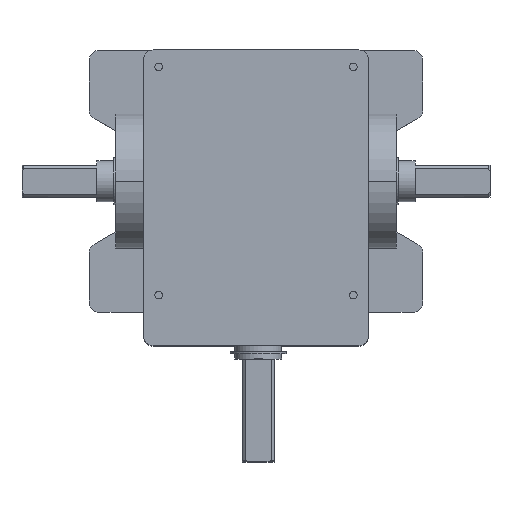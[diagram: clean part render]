
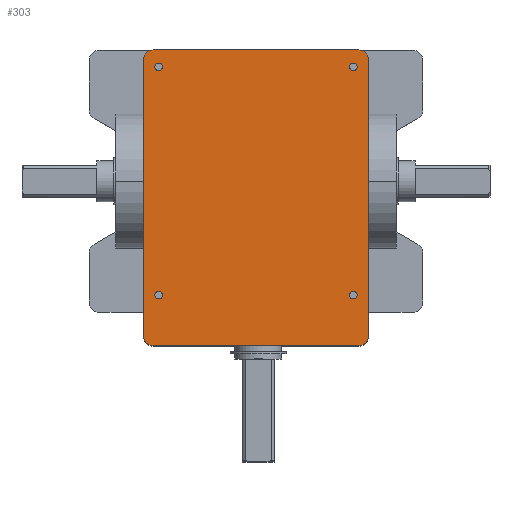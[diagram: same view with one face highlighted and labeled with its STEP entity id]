
A CAD part, top view. The second image highlights one B-rep face of the part: STEP entity #303.
In plain terms, the highlighted planar face has unit normal (0, 0, 1).
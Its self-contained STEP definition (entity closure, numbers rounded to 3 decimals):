
#303=ADVANCED_FACE('',(#685,#686,#687,#688,#689),#690,.T.);
#685=FACE_BOUND('',#1076,.T.);
#686=FACE_BOUND('',#1077,.T.);
#687=FACE_BOUND('',#1078,.T.);
#688=FACE_BOUND('',#1079,.T.);
#689=FACE_OUTER_BOUND('',#1080,.T.);
#690=PLANE('',#1081);
#1076=EDGE_LOOP('',(#2525,#2526));
#1077=EDGE_LOOP('',(#2527,#2528));
#1078=EDGE_LOOP('',(#2529,#2530));
#1079=EDGE_LOOP('',(#2531,#2532));
#1080=EDGE_LOOP('',(#2533,#2534,#2535,#2536,#2537,#2538,#2539,#2540,#2541,#2542,#2543,#2544));
#1081=AXIS2_PLACEMENT_3D('',#2545,#2546,#2547);
#2525=ORIENTED_EDGE('',*,*,#3041,.F.);
#2526=ORIENTED_EDGE('',*,*,#2986,.F.);
#2527=ORIENTED_EDGE('',*,*,#3039,.F.);
#2528=ORIENTED_EDGE('',*,*,#2990,.F.);
#2529=ORIENTED_EDGE('',*,*,#3037,.F.);
#2530=ORIENTED_EDGE('',*,*,#2994,.F.);
#2531=ORIENTED_EDGE('',*,*,#3035,.F.);
#2532=ORIENTED_EDGE('',*,*,#2998,.F.);
#2533=ORIENTED_EDGE('',*,*,#3014,.F.);
#2534=ORIENTED_EDGE('',*,*,#3033,.F.);
#2535=ORIENTED_EDGE('',*,*,#3030,.F.);
#2536=ORIENTED_EDGE('',*,*,#3002,.F.);
#2537=ORIENTED_EDGE('',*,*,#3028,.F.);
#2538=ORIENTED_EDGE('',*,*,#3025,.F.);
#2539=ORIENTED_EDGE('',*,*,#3006,.F.);
#2540=ORIENTED_EDGE('',*,*,#3023,.F.);
#2541=ORIENTED_EDGE('',*,*,#3020,.F.);
#2542=ORIENTED_EDGE('',*,*,#3010,.F.);
#2543=ORIENTED_EDGE('',*,*,#3018,.F.);
#2544=ORIENTED_EDGE('',*,*,#3015,.F.);
#2545=CARTESIAN_POINT('',(1638.897,-4.653,18.053));
#2546=DIRECTION('',(0.0,0.0,1.0));
#2547=DIRECTION('',(1.0,0.0,0.0));
#2986=EDGE_CURVE('',#3722,#3718,#3724,.T.);
#2990=EDGE_CURVE('',#3730,#3726,#3732,.T.);
#2994=EDGE_CURVE('',#3738,#3734,#3740,.T.);
#2998=EDGE_CURVE('',#3746,#3742,#3748,.T.);
#3002=EDGE_CURVE('',#3754,#3750,#3756,.T.);
#3006=EDGE_CURVE('',#3762,#3758,#3764,.T.);
#3010=EDGE_CURVE('',#3770,#3766,#3772,.T.);
#3014=EDGE_CURVE('',#3778,#3774,#3780,.T.);
#3015=EDGE_CURVE('',#3774,#3781,#3782,.T.);
#3018=EDGE_CURVE('',#3781,#3770,#3786,.T.);
#3020=EDGE_CURVE('',#3766,#3788,#3789,.T.);
#3023=EDGE_CURVE('',#3788,#3762,#3793,.T.);
#3025=EDGE_CURVE('',#3758,#3795,#3796,.T.);
#3028=EDGE_CURVE('',#3795,#3754,#3800,.T.);
#3030=EDGE_CURVE('',#3750,#3802,#3803,.T.);
#3033=EDGE_CURVE('',#3802,#3778,#3807,.T.);
#3035=EDGE_CURVE('',#3742,#3746,#3809,.T.);
#3037=EDGE_CURVE('',#3734,#3738,#3811,.T.);
#3039=EDGE_CURVE('',#3726,#3730,#3813,.T.);
#3041=EDGE_CURVE('',#3718,#3722,#3815,.T.);
#3718=VERTEX_POINT('',#4902);
#3722=VERTEX_POINT('',#4907);
#3724=CIRCLE('',#4910,2.0);
#3726=VERTEX_POINT('',#4912);
#3730=VERTEX_POINT('',#4917);
#3732=CIRCLE('',#4920,2.0);
#3734=VERTEX_POINT('',#4922);
#3738=VERTEX_POINT('',#4927);
#3740=CIRCLE('',#4930,2.0);
#3742=VERTEX_POINT('',#4932);
#3746=VERTEX_POINT('',#4937);
#3748=CIRCLE('',#4940,2.0);
#3750=VERTEX_POINT('',#4942);
#3754=VERTEX_POINT('',#4947);
#3756=CIRCLE('',#4950,5.);
#3758=VERTEX_POINT('',#4952);
#3762=VERTEX_POINT('',#4957);
#3764=CIRCLE('',#4960,5.0);
#3766=VERTEX_POINT('',#4962);
#3770=VERTEX_POINT('',#4967);
#3772=CIRCLE('',#4970,5.0);
#3774=VERTEX_POINT('',#4972);
#3778=VERTEX_POINT('',#4977);
#3780=CIRCLE('',#4980,5.);
#3781=VERTEX_POINT('',#4981);
#3782=CIRCLE('',#4982,5.);
#3786=LINE('',#4987,#4988);
#3788=VERTEX_POINT('',#4991);
#3789=CIRCLE('',#4992,5.0);
#3793=LINE('',#4997,#4998);
#3795=VERTEX_POINT('',#5001);
#3796=CIRCLE('',#5002,5.0);
#3800=LINE('',#5007,#5008);
#3802=VERTEX_POINT('',#5011);
#3803=CIRCLE('',#5012,5.);
#3807=LINE('',#5017,#5018);
#3809=CIRCLE('',#5021,2.0);
#3811=CIRCLE('',#5023,2.0);
#3813=CIRCLE('',#5025,2.0);
#3815=CIRCLE('',#5027,2.0);
#4902=CARTESIAN_POINT('',(1638.897,-4.653,18.053));
#4907=CARTESIAN_POINT('',(1634.897,-4.653,18.053));
#4910=AXIS2_PLACEMENT_3D('',#5789,#5790,#5791);
#4912=CARTESIAN_POINT('',(1534.879,-4.653,18.053));
#4917=CARTESIAN_POINT('',(1530.879,-4.653,18.053));
#4920=AXIS2_PLACEMENT_3D('',#5797,#5798,#5799);
#4922=CARTESIAN_POINT('',(1534.879,117.347,18.053));
#4927=CARTESIAN_POINT('',(1530.879,117.347,18.053));
#4930=AXIS2_PLACEMENT_3D('',#5805,#5806,#5807);
#4932=CARTESIAN_POINT('',(1638.897,117.347,18.053));
#4937=CARTESIAN_POINT('',(1634.897,117.347,18.053));
#4940=AXIS2_PLACEMENT_3D('',#5813,#5814,#5815);
#4942=CARTESIAN_POINT('',(1526.362,124.882,18.053));
#4947=CARTESIAN_POINT('',(1524.897,121.347,18.053));
#4950=AXIS2_PLACEMENT_3D('',#5821,#5822,#5823);
#4952=CARTESIAN_POINT('',(1526.362,-30.189,18.053));
#4957=CARTESIAN_POINT('',(1529.897,-31.653,18.053));
#4960=AXIS2_PLACEMENT_3D('',#5829,#5830,#5831);
#4962=CARTESIAN_POINT('',(1643.433,-30.189,18.053));
#4967=CARTESIAN_POINT('',(1644.897,-26.653,18.053));
#4970=AXIS2_PLACEMENT_3D('',#5837,#5838,#5839);
#4972=CARTESIAN_POINT('',(1643.433,124.882,18.053));
#4977=CARTESIAN_POINT('',(1639.897,126.347,18.053));
#4980=AXIS2_PLACEMENT_3D('',#5845,#5846,#5847);
#4981=CARTESIAN_POINT('',(1644.897,121.347,18.053));
#4982=AXIS2_PLACEMENT_3D('',#5848,#5849,#5850);
#4987=CARTESIAN_POINT('',(1644.897,121.347,18.053));
#4988=VECTOR('',#5855,1.0);
#4991=CARTESIAN_POINT('',(1639.897,-31.653,18.053));
#4992=AXIS2_PLACEMENT_3D('',#5857,#5858,#5859);
#4997=CARTESIAN_POINT('',(1639.897,-31.653,18.053));
#4998=VECTOR('',#5864,1.0);
#5001=CARTESIAN_POINT('',(1524.897,-26.653,18.053));
#5002=AXIS2_PLACEMENT_3D('',#5866,#5867,#5868);
#5007=CARTESIAN_POINT('',(1524.897,-26.653,18.053));
#5008=VECTOR('',#5873,1.0);
#5011=CARTESIAN_POINT('',(1529.897,126.347,18.053));
#5012=AXIS2_PLACEMENT_3D('',#5875,#5876,#5877);
#5017=CARTESIAN_POINT('',(1584.897,126.347,18.053));
#5018=VECTOR('',#5882,1.0);
#5021=AXIS2_PLACEMENT_3D('',#5884,#5885,#5886);
#5023=AXIS2_PLACEMENT_3D('',#5890,#5891,#5892);
#5025=AXIS2_PLACEMENT_3D('',#5896,#5897,#5898);
#5027=AXIS2_PLACEMENT_3D('',#5902,#5903,#5904);
#5789=CARTESIAN_POINT('',(1636.897,-4.653,18.053));
#5790=DIRECTION('',(0.0,0.0,1.0));
#5791=DIRECTION('',(1.0,0.0,0.0));
#5797=CARTESIAN_POINT('',(1532.879,-4.653,18.053));
#5798=DIRECTION('',(0.0,0.0,1.0));
#5799=DIRECTION('',(1.0,0.0,0.0));
#5805=CARTESIAN_POINT('',(1532.879,117.347,18.053));
#5806=DIRECTION('',(0.0,0.0,1.0));
#5807=DIRECTION('',(1.0,0.0,0.0));
#5813=CARTESIAN_POINT('',(1636.897,117.347,18.053));
#5814=DIRECTION('',(0.0,0.0,1.0));
#5815=DIRECTION('',(1.0,0.0,0.0));
#5821=CARTESIAN_POINT('',(1529.897,121.347,18.053));
#5822=DIRECTION('',(0.0,0.0,-1.0));
#5823=DIRECTION('',(-0.707,0.707,0.0));
#5829=CARTESIAN_POINT('',(1529.897,-26.653,18.053));
#5830=DIRECTION('',(-0.0,0.0,-1.0));
#5831=DIRECTION('',(-0.707,-0.707,0.0));
#5837=CARTESIAN_POINT('',(1639.897,-26.653,18.053));
#5838=DIRECTION('',(0.0,0.0,-1.0));
#5839=DIRECTION('',(0.707,-0.707,0.0));
#5845=CARTESIAN_POINT('',(1639.897,121.347,18.053));
#5846=DIRECTION('',(0.0,0.0,-1.0));
#5847=DIRECTION('',(0.707,0.707,0.0));
#5848=CARTESIAN_POINT('',(1639.897,121.347,18.053));
#5849=DIRECTION('',(0.0,0.0,-1.0));
#5850=DIRECTION('',(0.707,0.707,0.0));
#5855=DIRECTION('',(0.,-1.0,0.0));
#5857=CARTESIAN_POINT('',(1639.897,-26.653,18.053));
#5858=DIRECTION('',(0.0,0.0,-1.0));
#5859=DIRECTION('',(0.707,-0.707,0.0));
#5864=DIRECTION('',(-1.0,0.0,0.0));
#5866=CARTESIAN_POINT('',(1529.897,-26.653,18.053));
#5867=DIRECTION('',(-0.0,0.0,-1.0));
#5868=DIRECTION('',(-0.707,-0.707,0.0));
#5873=DIRECTION('',(0.0,1.0,0.0));
#5875=CARTESIAN_POINT('',(1529.897,121.347,18.053));
#5876=DIRECTION('',(0.0,0.0,-1.0));
#5877=DIRECTION('',(-0.707,0.707,0.0));
#5882=DIRECTION('',(1.0,0.0,0.0));
#5884=CARTESIAN_POINT('',(1636.897,117.347,18.053));
#5885=DIRECTION('',(0.0,0.0,1.0));
#5886=DIRECTION('',(1.0,0.0,0.0));
#5890=CARTESIAN_POINT('',(1532.879,117.347,18.053));
#5891=DIRECTION('',(0.0,0.0,1.0));
#5892=DIRECTION('',(1.0,0.0,0.0));
#5896=CARTESIAN_POINT('',(1532.879,-4.653,18.053));
#5897=DIRECTION('',(0.0,0.0,1.0));
#5898=DIRECTION('',(1.0,0.0,0.0));
#5902=CARTESIAN_POINT('',(1636.897,-4.653,18.053));
#5903=DIRECTION('',(0.0,0.0,1.0));
#5904=DIRECTION('',(1.0,0.0,0.0));
